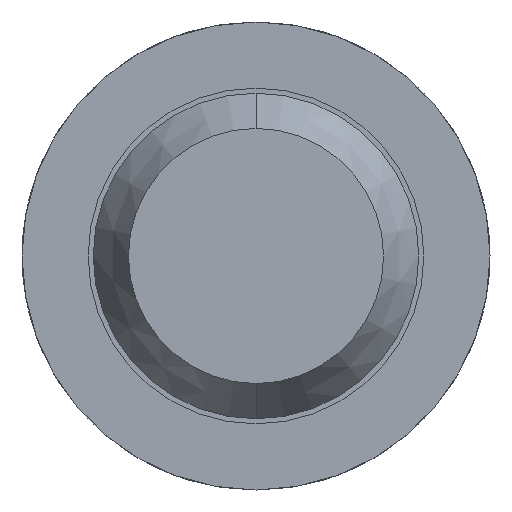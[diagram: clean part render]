
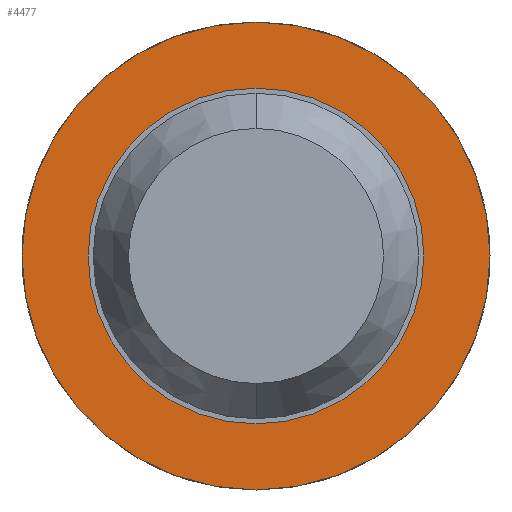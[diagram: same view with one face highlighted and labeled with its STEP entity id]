
A CAD part, front view. The second image highlights one B-rep face of the part: STEP entity #4477.
In plain terms, the highlighted planar face has unit normal (0, -1, 0).
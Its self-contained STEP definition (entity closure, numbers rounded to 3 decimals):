
#31 = VERTEX_POINT ( 'NONE', #1202 ) ;
#36 = CARTESIAN_POINT ( 'NONE',  ( 0., -1.7, -0.825 ) ) ;
#264 = AXIS2_PLACEMENT_3D ( 'NONE', #1881, #3419, #3396 ) ;
#317 = ORIENTED_EDGE ( 'NONE', *, *, #3052, .F. ) ;
#530 = DIRECTION ( 'NONE',  ( 0., 0., 1. ) ) ;
#536 = AXIS2_PLACEMENT_3D ( 'NONE', #4998, #5019, #530 ) ;
#829 = VERTEX_POINT ( 'NONE', #980 ) ;
#830 = DIRECTION ( 'NONE',  ( 0., 1., 0. ) ) ;
#890 = CIRCLE ( 'NONE', #6208, 0.825 ) ;
#980 = CARTESIAN_POINT ( 'NONE',  ( 0., -1.7, 0.825 ) ) ;
#1066 = DIRECTION ( 'NONE',  ( 0., 1., 0. ) ) ;
#1202 = CARTESIAN_POINT ( 'NONE',  ( 0., -1.7, 1.15 ) ) ;
#1442 = CARTESIAN_POINT ( 'NONE',  ( 0., -1.7, 0. ) ) ;
#1457 = EDGE_LOOP ( 'NONE', ( #2161, #5608 ) ) ;
#1459 = FACE_OUTER_BOUND ( 'NONE', #6459, .T. ) ;
#1471 = AXIS2_PLACEMENT_3D ( 'NONE', #1606, #1066, #3578 ) ;
#1522 = EDGE_CURVE ( 'NONE', #6303, #31, #4776, .T. ) ;
#1606 = CARTESIAN_POINT ( 'NONE',  ( 0.825, -1.7, 0. ) ) ;
#1881 = CARTESIAN_POINT ( 'NONE',  ( 0., -1.7, 0. ) ) ;
#2161 = ORIENTED_EDGE ( 'NONE', *, *, #3174, .T. ) ;
#2671 = CIRCLE ( 'NONE', #5932, 1.15 ) ;
#3052 = EDGE_CURVE ( 'NONE', #31, #6303, #2671, .T. ) ;
#3174 = EDGE_CURVE ( 'NONE', #829, #5575, #3272, .T. ) ;
#3272 = CIRCLE ( 'NONE', #536, 0.825 ) ;
#3396 = DIRECTION ( 'NONE',  ( 0., 0., 1. ) ) ;
#3419 = DIRECTION ( 'NONE',  ( 0., 1., 0. ) ) ;
#3462 = EDGE_CURVE ( 'NONE', #5575, #829, #890, .T. ) ;
#3578 = DIRECTION ( 'NONE',  ( 0., 0., 1. ) ) ;
#3938 = DIRECTION ( 'NONE',  ( 0., 0., 1. ) ) ;
#4129 = ORIENTED_EDGE ( 'NONE', *, *, #1522, .F. ) ;
#4477 = ADVANCED_FACE ( 'NONE', ( #1459, #5194 ), #4537, .F. ) ;
#4537 = PLANE ( 'NONE',  #1471 ) ;
#4776 = CIRCLE ( 'NONE', #264, 1.15 ) ;
#4882 = CARTESIAN_POINT ( 'NONE',  ( 0., -1.7, 0. ) ) ;
#4998 = CARTESIAN_POINT ( 'NONE',  ( 0., -1.7, 0. ) ) ;
#5019 = DIRECTION ( 'NONE',  ( 0., 1., 0. ) ) ;
#5194 = FACE_BOUND ( 'NONE', #1457, .T. ) ;
#5240 = CARTESIAN_POINT ( 'NONE',  ( 0., -1.7, -1.15 ) ) ;
#5403 = DIRECTION ( 'NONE',  ( 0., 0., 1. ) ) ;
#5405 = DIRECTION ( 'NONE',  ( 0., 1., 0. ) ) ;
#5575 = VERTEX_POINT ( 'NONE', #36 ) ;
#5608 = ORIENTED_EDGE ( 'NONE', *, *, #3462, .T. ) ;
#5932 = AXIS2_PLACEMENT_3D ( 'NONE', #1442, #5405, #3938 ) ;
#6208 = AXIS2_PLACEMENT_3D ( 'NONE', #4882, #830, #5403 ) ;
#6303 = VERTEX_POINT ( 'NONE', #5240 ) ;
#6459 = EDGE_LOOP ( 'NONE', ( #317, #4129 ) ) ;
